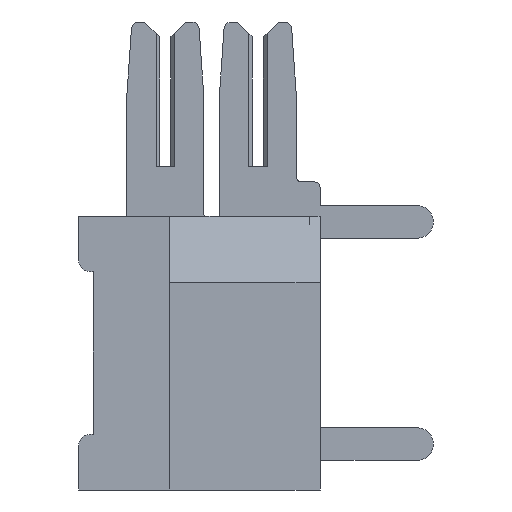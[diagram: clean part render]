
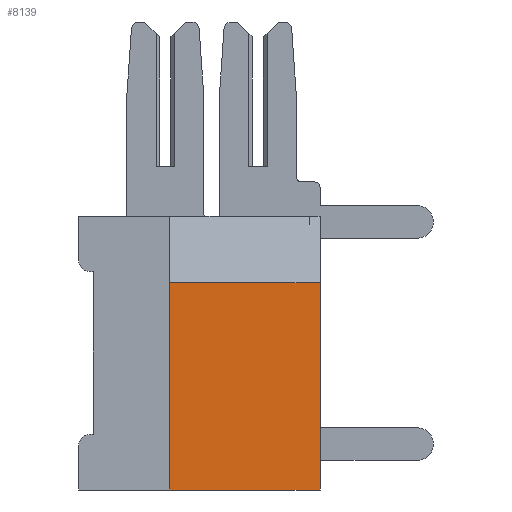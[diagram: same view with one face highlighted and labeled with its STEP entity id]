
A CAD part, left-side view. The second image highlights one B-rep face of the part: STEP entity #8139.
In plain terms, the highlighted planar face has unit normal (-1, 0, 0).
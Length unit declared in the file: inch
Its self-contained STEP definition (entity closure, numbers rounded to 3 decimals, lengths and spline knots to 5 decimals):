
#21 = VERTEX_POINT ( 'NONE', #3199 ) ;
#174 = DIRECTION ( 'NONE',  ( 1., 0., 0. ) ) ;
#511 = VECTOR ( 'NONE', #1080, 39.37008 ) ;
#585 = CARTESIAN_POINT ( 'NONE',  ( 0., 0.203, -0.37 ) ) ;
#690 = VERTEX_POINT ( 'NONE', #3520 ) ;
#817 = CARTESIAN_POINT ( 'NONE',  ( 0., 0., -0.09 ) ) ;
#1034 = EDGE_CURVE ( 'NONE', #6401, #21, #5883, .T. ) ;
#1080 = DIRECTION ( 'NONE',  ( 0., 0., 1. ) ) ;
#1170 = CARTESIAN_POINT ( 'NONE',  ( 0., 0., -0.37 ) ) ;
#2348 = VERTEX_POINT ( 'NONE', #1170 ) ;
#2460 = DIRECTION ( 'NONE',  ( 0., 1., 0. ) ) ;
#3011 = DIRECTION ( 'NONE',  ( 0., -1., 0. ) ) ;
#3059 = DIRECTION ( 'NONE',  ( 0., 0., -1. ) ) ;
#3199 = CARTESIAN_POINT ( 'NONE',  ( 0., 0.203, -0.09 ) ) ;
#3352 = ORIENTED_EDGE ( 'NONE', *, *, #6530, .T. ) ;
#3520 = CARTESIAN_POINT ( 'NONE',  ( 0., 0.203, -0.37 ) ) ;
#3667 = FACE_OUTER_BOUND ( 'NONE', #6076, .T. ) ;
#3736 = PLANE ( 'NONE',  #8356 ) ;
#3847 = CARTESIAN_POINT ( 'NONE',  ( 0., 0., -0.09 ) ) ;
#4111 = VECTOR ( 'NONE', #4876, 39.37008 ) ;
#4138 = EDGE_CURVE ( 'NONE', #690, #21, #6388, .T. ) ;
#4876 = DIRECTION ( 'NONE',  ( 0., 0., 1. ) ) ;
#5175 = CARTESIAN_POINT ( 'NONE',  ( 0., 0.326, 0. ) ) ;
#5414 = ORIENTED_EDGE ( 'NONE', *, *, #5690, .T. ) ;
#5690 = EDGE_CURVE ( 'NONE', #690, #2348, #8368, .T. ) ;
#5883 = LINE ( 'NONE', #3847, #8266 ) ;
#6076 = EDGE_LOOP ( 'NONE', ( #3352, #7600, #7656, #5414 ) ) ;
#6388 = LINE ( 'NONE', #585, #4111 ) ;
#6401 = VERTEX_POINT ( 'NONE', #817 ) ;
#6530 = EDGE_CURVE ( 'NONE', #2348, #6401, #7568, .T. ) ;
#6866 = CARTESIAN_POINT ( 'NONE',  ( 0., 0., 0. ) ) ;
#7568 = LINE ( 'NONE', #6866, #511 ) ;
#7600 = ORIENTED_EDGE ( 'NONE', *, *, #1034, .T. ) ;
#7656 = ORIENTED_EDGE ( 'NONE', *, *, #4138, .F. ) ;
#8022 = VECTOR ( 'NONE', #3011, 39.37008 ) ;
#8139 = ADVANCED_FACE ( 'NONE', ( #3667 ), #3736, .F. ) ;
#8159 = CARTESIAN_POINT ( 'NONE',  ( 0., 0.326, -0.37 ) ) ;
#8266 = VECTOR ( 'NONE', #2460, 39.37008 ) ;
#8356 = AXIS2_PLACEMENT_3D ( 'NONE', #5175, #174, #3059 ) ;
#8368 = LINE ( 'NONE', #8159, #8022 ) ;
